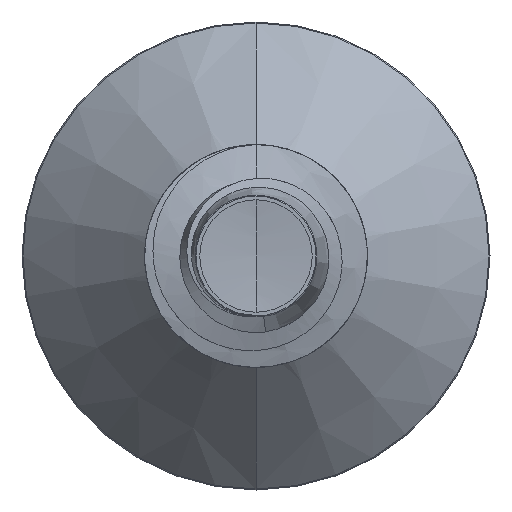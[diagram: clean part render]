
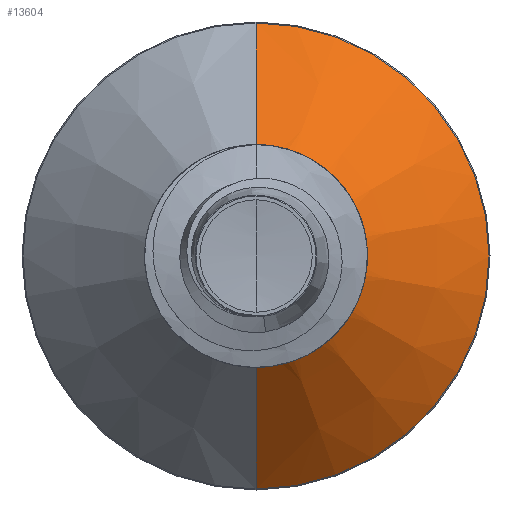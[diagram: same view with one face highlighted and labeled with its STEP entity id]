
A CAD part, front view. The second image highlights one B-rep face of the part: STEP entity #13604.
In plain terms, the highlighted conical face has half-angle 45 degrees and reference radius 1.506 mm.
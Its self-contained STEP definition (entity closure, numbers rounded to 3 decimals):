
#131 = VERTEX_POINT ( 'NONE', #5867 ) ;
#392 = CONICAL_SURFACE ( 'NONE', #5070, 1.506, 0.785 ) ;
#488 = CARTESIAN_POINT ( 'NONE',  ( 0., 10.606, 1.506 ) ) ;
#1432 = LINE ( 'NONE', #2820, #4254 ) ;
#1846 = AXIS2_PLACEMENT_3D ( 'NONE', #13813, #6330, #15051 ) ;
#2414 = DIRECTION ( 'NONE',  ( 0., 0.707, -0.707 ) ) ;
#2820 = CARTESIAN_POINT ( 'NONE',  ( 0., 10.606, -1.506 ) ) ;
#3672 = EDGE_CURVE ( 'NONE', #4271, #131, #10470, .T. ) ;
#4114 = CIRCLE ( 'NONE', #1846, 1.506 ) ;
#4254 = VECTOR ( 'NONE', #2414, 1000. ) ;
#4271 = VERTEX_POINT ( 'NONE', #8296 ) ;
#5070 = AXIS2_PLACEMENT_3D ( 'NONE', #8766, #11355, #16253 ) ;
#5085 = CARTESIAN_POINT ( 'NONE',  ( 0., 10.606, -1.506 ) ) ;
#5430 = VERTEX_POINT ( 'NONE', #488 ) ;
#5867 = CARTESIAN_POINT ( 'NONE',  ( 0., 13.282, -4.182 ) ) ;
#6205 = AXIS2_PLACEMENT_3D ( 'NONE', #10002, #13903, #9498 ) ;
#6330 = DIRECTION ( 'NONE',  ( 0., 1., 0. ) ) ;
#6660 = EDGE_LOOP ( 'NONE', ( #13727, #6741, #6766, #6799 ) ) ;
#6741 = ORIENTED_EDGE ( 'NONE', *, *, #7898, .T. ) ;
#6766 = ORIENTED_EDGE ( 'NONE', *, *, #3672, .F. ) ;
#6799 = ORIENTED_EDGE ( 'NONE', *, *, #8117, .F. ) ;
#7898 = EDGE_CURVE ( 'NONE', #13419, #131, #1432, .T. ) ;
#8117 = EDGE_CURVE ( 'NONE', #5430, #4271, #12341, .T. ) ;
#8296 = CARTESIAN_POINT ( 'NONE',  ( 0., 13.282, 4.182 ) ) ;
#8547 = DIRECTION ( 'NONE',  ( 0., 0.707, 0.707 ) ) ;
#8766 = CARTESIAN_POINT ( 'NONE',  ( 0., 10.606, 0. ) ) ;
#9498 = DIRECTION ( 'NONE',  ( 0., 0., 1. ) ) ;
#10002 = CARTESIAN_POINT ( 'NONE',  ( 0., 13.282, 0. ) ) ;
#10470 = CIRCLE ( 'NONE', #6205, 4.182 ) ;
#11243 = EDGE_CURVE ( 'NONE', #5430, #13419, #4114, .T. ) ;
#11355 = DIRECTION ( 'NONE',  ( 0., 1., 0. ) ) ;
#12341 = LINE ( 'NONE', #16036, #16024 ) ;
#13419 = VERTEX_POINT ( 'NONE', #5085 ) ;
#13604 = ADVANCED_FACE ( 'NONE', ( #14333 ), #392, .T. ) ;
#13727 = ORIENTED_EDGE ( 'NONE', *, *, #11243, .T. ) ;
#13813 = CARTESIAN_POINT ( 'NONE',  ( 0., 10.606, 0. ) ) ;
#13903 = DIRECTION ( 'NONE',  ( 0., 1., 0. ) ) ;
#14333 = FACE_OUTER_BOUND ( 'NONE', #6660, .T. ) ;
#15051 = DIRECTION ( 'NONE',  ( 0., 0., 1. ) ) ;
#16024 = VECTOR ( 'NONE', #8547, 1000. ) ;
#16036 = CARTESIAN_POINT ( 'NONE',  ( 0., 10.606, 1.506 ) ) ;
#16253 = DIRECTION ( 'NONE',  ( 0., 0., 1. ) ) ;
